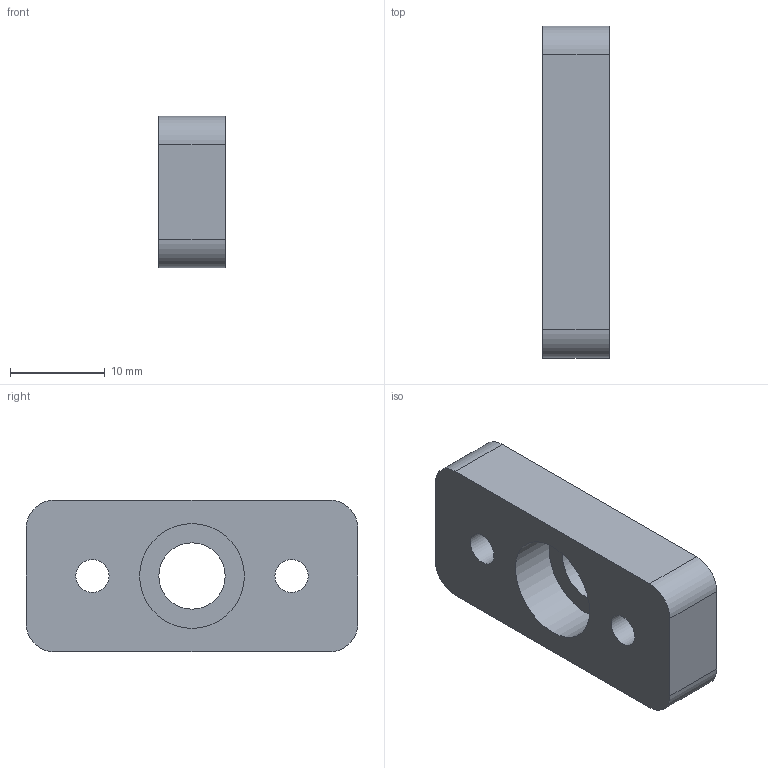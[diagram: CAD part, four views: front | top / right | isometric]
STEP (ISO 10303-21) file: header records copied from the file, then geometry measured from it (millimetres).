
FILE_DESCRIPTION(/* description */ (''),/* implementation_level */ '2;1');
FILE_NAME(/* name */ 'Bearing cage 11.05 mm.step',/* time_stamp */ '2024-04-27T14:38:36+02:00',/* author */ (''),/* organization */ (''),/* preprocessor_version */ 'ST-DEVELOPER v20',/* originating_system */ 'Autodesk Translation Framework v12.20.1.177',/* authorisation */ '');
FILE_SCHEMA (('AUTOMOTIVE_DESIGN { 1 0 10303 214 3 1 1 }'));
Length unit declared in the file: millimetre
Products named in the file (1): Bearing holder (1)
Bounding box: 7 x 35 x 16 mm (x, y, z)
Volume: 2986.3 mm3; surface area: 2113.9 mm2
Topology: 1 solids, 1 shells, 19 faces, 42 edges, 28 vertices
Faces by surface type: cylinder 10, plane 9
Full cylindrical faces by diameter (mm): 3.5 x2, 6.5 x2, 7 x1, 11.05 x1
Entity records: 588 total; most frequent: DIRECTION 102, CARTESIAN_POINT 90, ORIENTED_EDGE 84, EDGE_CURVE 42, AXIS2_PLACEMENT_3D 40, EDGE_LOOP 28, VERTEX_POINT 28, LINE 22
